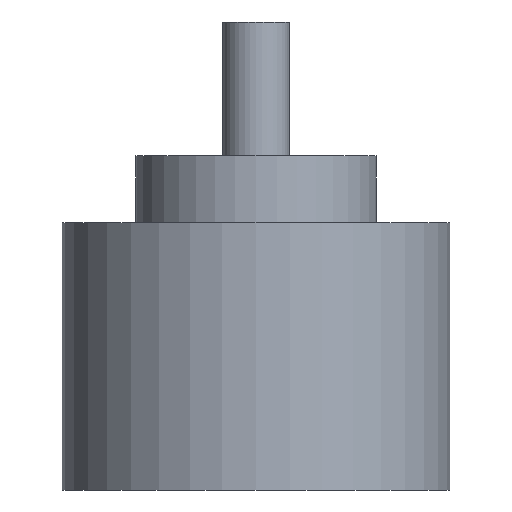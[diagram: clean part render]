
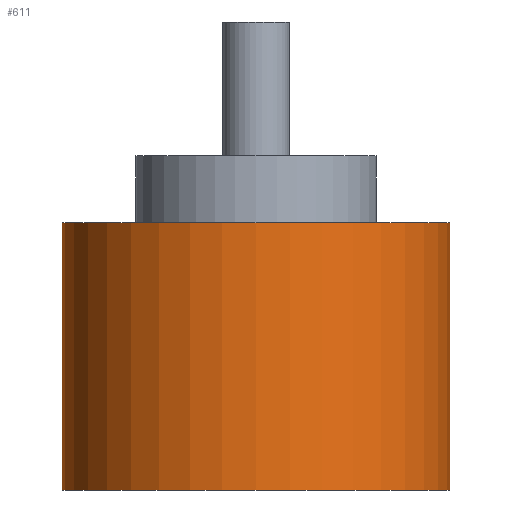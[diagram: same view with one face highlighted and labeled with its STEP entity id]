
A CAD part, front view. The second image highlights one B-rep face of the part: STEP entity #611.
In plain terms, the highlighted cylindrical face has radius 29 mm (diameter 58 mm), a partial arc.
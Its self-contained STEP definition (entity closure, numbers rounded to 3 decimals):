
#13=CARTESIAN_POINT('',(0.,0.,-20.));
#14=DIRECTION('',(0.,0.,1.));
#15=DIRECTION('',(-1.,0.,0.));
#16=AXIS2_PLACEMENT_3D('',#13,#14,#15);
#21=DIRECTION('',(0.,0.,1.));
#22=VECTOR('',#21,40.);
#23=CARTESIAN_POINT('',(29.,0.,-20.));
#24=LINE('',#23,#22);
#76=DIRECTION('',(0.,0.,1.));
#77=VECTOR('',#76,40.);
#78=CARTESIAN_POINT('',(-29.,0.,-20.));
#79=LINE('',#78,#77);
#91=CARTESIAN_POINT('',(0.,0.,20.));
#92=DIRECTION('',(0.,0.,1.));
#93=DIRECTION('',(-1.,0.,0.));
#94=AXIS2_PLACEMENT_3D('',#91,#92,#93);
#459=CARTESIAN_POINT('',(29.,0.,-20.));
#460=CARTESIAN_POINT('',(-29.,0.,-20.));
#461=VERTEX_POINT('',#459);
#462=VERTEX_POINT('',#460);
#463=CARTESIAN_POINT('',(29.,0.,20.));
#464=CARTESIAN_POINT('',(-29.,0.,20.));
#465=VERTEX_POINT('',#463);
#466=VERTEX_POINT('',#464);
#599=CARTESIAN_POINT('',(0.,0.,-20.));
#600=DIRECTION('',(0.,0.,1.));
#601=DIRECTION('',(1.,0.,0.));
#602=AXIS2_PLACEMENT_3D('',#599,#600,#601);
#603=CYLINDRICAL_SURFACE('',#602,29.);
#604=ORIENTED_EDGE('',*,*,#541,.F.);
#605=ORIENTED_EDGE('',*,*,#568,.T.);
#607=ORIENTED_EDGE('',*,*,#606,.T.);
#608=ORIENTED_EDGE('',*,*,#564,.F.);
#609=EDGE_LOOP('',(#604,#605,#607,#608));
#610=FACE_OUTER_BOUND('',#609,.F.);
#17=CIRCLE('',#16,29.);
#95=CIRCLE('',#94,29.);
#541=EDGE_CURVE('',#462,#461,#17,.T.);
#564=EDGE_CURVE('',#461,#465,#24,.T.);
#568=EDGE_CURVE('',#462,#466,#79,.T.);
#606=EDGE_CURVE('',#466,#465,#95,.T.);
#611=ADVANCED_FACE('',(#610),#603,.T.);
